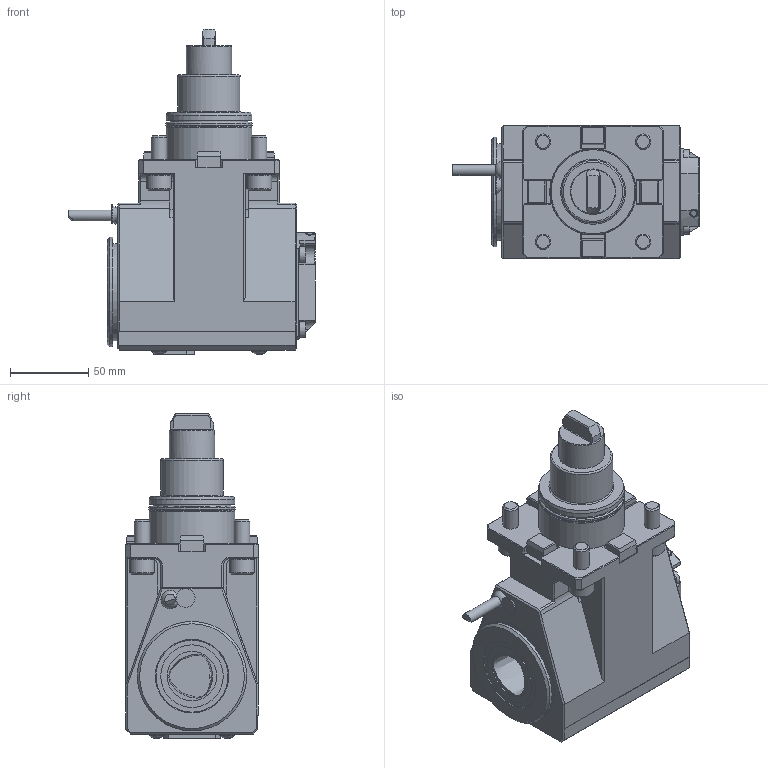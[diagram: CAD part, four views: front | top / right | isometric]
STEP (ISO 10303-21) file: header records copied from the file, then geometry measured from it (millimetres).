
FILE_DESCRIPTION(/* description */ (''),/* implementation_level */ '2;1');
FILE_NAME(/* name */ '1616148922957.stp',/* time_stamp */ '2021-03-19T11:15:30+01:00',/* author */ (''),/* organization */ ('SMS'),/* preprocessor_version */ 'ST-DEVELOPER v16.7',/* originating_system */ 'SIEMENS PLM Software NX 12.0',/* authorisation */ '');
FILE_SCHEMA (('AUTOMOTIVE_DESIGN { 1 0 10303 214 3 1 1 1 }'));
Length unit declared in the file: millimetre
Products named in the file (1): 203439946mod000_00
Bounding box: 157.8 x 85 x 207.9 mm (x, y, z)
Volume: 1171507.3 mm3; surface area: 92593.5 mm2
Topology: 1 solids, 1 shells, 391 faces, 1010 edges, 644 vertices
Faces by surface type: plane 268, cylinder 64, cone 47, sphere 5, torus 4, bspline 3
Full cylindrical faces by diameter (mm): 2.5 x1, 5 x1, 6 x1, 7 x1, 9.5 x2, 10 x8, 12 x1, 16 x4, 29 x1, 31.6 x1, 40 x2, 50 x1, 54.9 x2, 55.3 x1, 62 x1, 68 x1, 70 x1
Entity records: 11801 total; most frequent: CARTESIAN_POINT 2567, ORIENTED_EDGE 1864, DIRECTION 1832, EDGE_CURVE 932, LINE 648, VECTOR 648, VERTEX_POINT 622, AXIS2_PLACEMENT_3D 592
